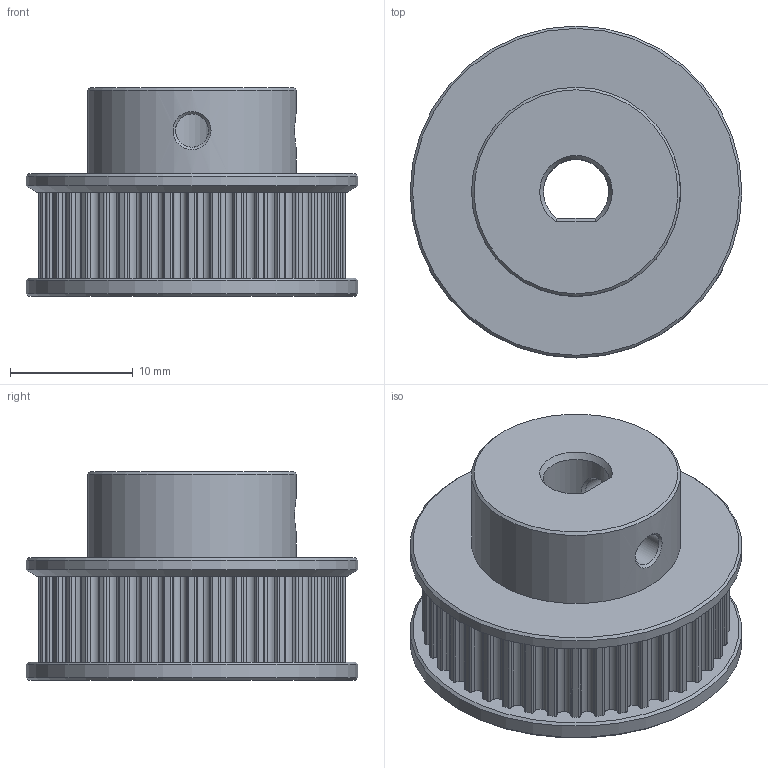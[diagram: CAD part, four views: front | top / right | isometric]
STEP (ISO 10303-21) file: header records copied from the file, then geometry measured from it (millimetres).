
FILE_DESCRIPTION(/* description */ (''),/* implementation_level */ '2;1');
FILE_NAME(/* name */ 'GT2_40T_Pulley.step',/* time_stamp */ '2023-05-01T00:05:12+12:00',/* author */ (''),/* organization */ (''),/* preprocessor_version */ 'ST-DEVELOPER v19.2',/* originating_system */ 'Autodesk Translation Framework v12.4.0.73',/* authorisation */ '');
FILE_SCHEMA (('AUTOMOTIVE_DESIGN { 1 0 10303 214 3 1 1 }'));
Length unit declared in the file: millimetre
Products named in the file (1):  40T GT2 Pulley
Bounding box: 27 x 27 x 17 mm (x, y, z)
Volume: 6073.9 mm3; surface area: 3012.5 mm2
Topology: 1 solids, 1 shells, 304 faces, 893 edges, 593 vertices
Faces by surface type: cylinder 286, plane 8, cone 7, bspline 3
Full cylindrical faces by diameter (mm): 2.7 x2, 17 x1, 27 x2
Entity records: 10981 total; most frequent: CARTESIAN_POINT 2307, DIRECTION 2060, ORIENTED_EDGE 1786, EDGE_CURVE 893, AXIS2_PLACEMENT_3D 880, VERTEX_POINT 593, CIRCLE 578, EDGE_LOOP 312
